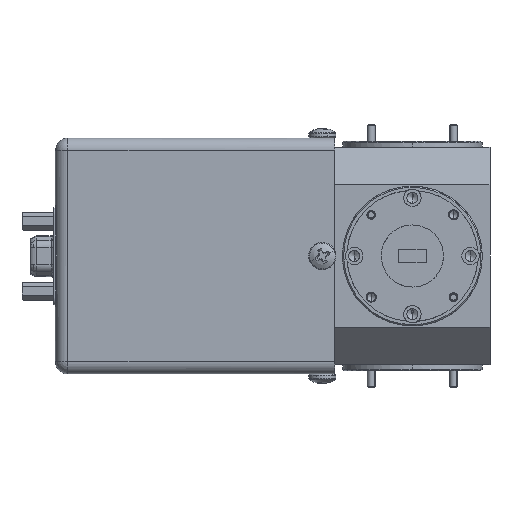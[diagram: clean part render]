
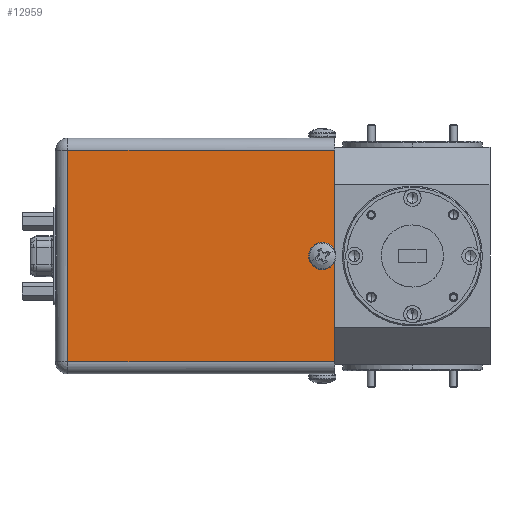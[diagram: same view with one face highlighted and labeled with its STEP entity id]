
A CAD part, left-side view. The second image highlights one B-rep face of the part: STEP entity #12959.
In plain terms, the highlighted planar face has unit normal (-1, 0, 0).
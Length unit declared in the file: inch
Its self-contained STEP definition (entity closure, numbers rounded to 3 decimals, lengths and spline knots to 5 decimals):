
#653 = CARTESIAN_POINT ( 'NONE',  ( -0.95, 1.29397, 0.07784 ) ) ;
#916 = ORIENTED_EDGE ( 'NONE', *, *, #14084, .F. ) ;
#994 = VERTEX_POINT ( 'NONE', #41377 ) ;
#1161 = EDGE_CURVE ( 'NONE', #6335, #6261, #44751, .T. ) ;
#2751 = CARTESIAN_POINT ( 'NONE',  ( -0.95, 1.29952, -0.08155 ) ) ;
#2901 = EDGE_CURVE ( 'NONE', #44050, #6335, #9549, .T. ) ;
#3044 = CARTESIAN_POINT ( 'NONE',  ( -0.95, 1.37198, -0.09336 ) ) ;
#3933 = VERTEX_POINT ( 'NONE', #32858 ) ;
#5121 = CARTESIAN_POINT ( 'NONE',  ( -0.95, 3.4, 0.85 ) ) ;
#5652 = CARTESIAN_POINT ( 'NONE',  ( -0.95, 1.26332, 0.03913 ) ) ;
#6261 = VERTEX_POINT ( 'NONE', #5121 ) ;
#6335 = VERTEX_POINT ( 'NONE', #16068 ) ;
#7133 = CARTESIAN_POINT ( 'NONE',  ( -0.95, 1.32222, -0.0918 ) ) ;
#7443 = CARTESIAN_POINT ( 'NONE',  ( -0.95, 1.26544, -0.04526 ) ) ;
#9549 = B_SPLINE_CURVE_WITH_KNOTS ( 'NONE', 3,
 ( #18742, #53068, #14055, #48066 ),
 .UNSPECIFIED., .F., .F.,
 ( 4, 4 ),
 ( 0., 1. ),
 .UNSPECIFIED. ) ;
#9675 = AXIS2_PLACEMENT_3D ( 'NONE', #24273, #43325, #10899 ) ;
#10379 = CARTESIAN_POINT ( 'NONE',  ( -0.95, 1.42784, 0.05603 ) ) ;
#10899 = DIRECTION ( 'NONE',  ( 0., 0., -1. ) ) ;
#12777 = CARTESIAN_POINT ( 'NONE',  ( -0.95, 1.2582, 0.02778 ) ) ;
#12959 = ADVANCED_FACE ( 'NONE', ( #28956, #29571 ), #14954, .F. ) ;
#14055 = CARTESIAN_POINT ( 'NONE',  ( -0.95, 2.68333, -0.85 ) ) ;
#14084 = EDGE_CURVE ( 'NONE', #6261, #46528, #53986, .T. ) ;
#14595 = CARTESIAN_POINT ( 'NONE',  ( -0.95, 2.68333, 0.85 ) ) ;
#14954 = PLANE ( 'NONE',  #9675 ) ;
#16068 = CARTESIAN_POINT ( 'NONE',  ( -0.95, 3.4, -0.85 ) ) ;
#16676 = EDGE_CURVE ( 'NONE', #46528, #44050, #32704, .T. ) ;
#17447 = CARTESIAN_POINT ( 'NONE',  ( -0.95, 1.27216, -0.05603 ) ) ;
#17750 = CARTESIAN_POINT ( 'NONE',  ( -0.95, 1.25456, -0.00946 ) ) ;
#18247 = CARTESIAN_POINT ( 'NONE',  ( -0.95, 3.4, -0.28333 ) ) ;
#18742 = CARTESIAN_POINT ( 'NONE',  ( -0.95, 1.25, -0.85 ) ) ;
#19265 = CARTESIAN_POINT ( 'NONE',  ( -0.95, 3.4, 0.85 ) ) ;
#19729 = CARTESIAN_POINT ( 'NONE',  ( -0.95, 1.36542, 0.09466 ) ) ;
#20661 = CARTESIAN_POINT ( 'NONE',  ( -0.95, 1.4108, 0.07418 ) ) ;
#21492 = CARTESIAN_POINT ( 'NONE',  ( -0.95, 1.39526, -0.08456 ) ) ;
#22091 = CARTESIAN_POINT ( 'NONE',  ( -0.95, 1.35946, -0.09544 ) ) ;
#22394 = CARTESIAN_POINT ( 'NONE',  ( -0.95, 1.25534, 0.01542 ) ) ;
#24273 = CARTESIAN_POINT ( 'NONE',  ( -0.95, 3.5, -0.95 ) ) ;
#24681 = CARTESIAN_POINT ( 'NONE',  ( -0.95, 1.32802, 0.09336 ) ) ;
#25570 = ORIENTED_EDGE ( 'NONE', *, *, #16676, .F. ) ;
#26139 = CARTESIAN_POINT ( 'NONE',  ( -0.95, 1.2892, -0.07418 ) ) ;
#26441 = CARTESIAN_POINT ( 'NONE',  ( -0.95, 1.40603, -0.07784 ) ) ;
#27938 = CARTESIAN_POINT ( 'NONE',  ( -0.95, 1.25, 0.85 ) ) ;
#28956 = FACE_OUTER_BOUND ( 'NONE', #49157, .T. ) ;
#29365 = CARTESIAN_POINT ( 'NONE',  ( -0.95, 1.43456, 0.04526 ) ) ;
#29571 = FACE_BOUND ( 'NONE', #60757, .T. ) ;
#29673 = CARTESIAN_POINT ( 'NONE',  ( -0.95, 1.4418, -0.02778 ) ) ;
#31767 = CARTESIAN_POINT ( 'NONE',  ( -0.95, 1.33458, -0.09466 ) ) ;
#32271 = CARTESIAN_POINT ( 'NONE',  ( -0.95, 3.4, 0.28333 ) ) ;
#32704 = B_SPLINE_CURVE_WITH_KNOTS ( 'NONE', 3,
 ( #27938, #47023, #46390, #51712 ),
 .UNSPECIFIED., .F., .F.,
 ( 4, 4 ),
 ( 0., 1. ),
 .UNSPECIFIED. ) ;
#32858 = CARTESIAN_POINT ( 'NONE',  ( -0.95, 1.43668, -0.03913 ) ) ;
#34066 = CARTESIAN_POINT ( 'NONE',  ( -0.95, 1.37778, 0.0918 ) ) ;
#34380 = CARTESIAN_POINT ( 'NONE',  ( -0.95, 1.44544, 0.00946 ) ) ;
#35010 = ORIENTED_EDGE ( 'NONE', *, *, #1161, .F. ) ;
#40141 = ORIENTED_EDGE ( 'NONE', *, *, #2901, .F. ) ;
#41377 = CARTESIAN_POINT ( 'NONE',  ( -0.95, 1.26332, 0.03913 ) ) ;
#42818 = B_SPLINE_CURVE_WITH_KNOTS ( 'NONE', 3,
 ( #50235, #45838, #49934, #26441, #21492, #3044, #22091, #31767, #7133, #2751, #26139, #17447, #7443, #55535, #17750, #22394, #12777, #50844 ),
 .UNSPECIFIED., .F., .F.,
 ( 4, 2, 2, 2, 2, 2, 2, 2, 4 ),
 ( 0., 0.125, 0.25, 0.375, 0.5, 0.625, 0.75, 0.875, 1. ),
 .UNSPECIFIED. ) ;
#43325 = DIRECTION ( 'NONE',  ( 1., 0., 0. ) ) ;
#43731 = CARTESIAN_POINT ( 'NONE',  ( -0.95, 1.44336, 0.02198 ) ) ;
#44050 = VERTEX_POINT ( 'NONE', #58415 ) ;
#44751 = B_SPLINE_CURVE_WITH_KNOTS ( 'NONE', 3,
 ( #47283, #18247, #32271, #51660 ),
 .UNSPECIFIED., .F., .F.,
 ( 4, 4 ),
 ( 0., 1. ),
 .UNSPECIFIED. ) ;
#45007 = CARTESIAN_POINT ( 'NONE',  ( -0.95, 1.25, 0.85 ) ) ;
#45838 = CARTESIAN_POINT ( 'NONE',  ( -0.95, 1.43155, -0.05048 ) ) ;
#46390 = CARTESIAN_POINT ( 'NONE',  ( -0.95, 1.25, -0.28333 ) ) ;
#46528 = VERTEX_POINT ( 'NONE', #45007 ) ;
#47023 = CARTESIAN_POINT ( 'NONE',  ( -0.95, 1.25, 0.28333 ) ) ;
#47283 = CARTESIAN_POINT ( 'NONE',  ( -0.95, 3.4, -0.85 ) ) ;
#47981 = CARTESIAN_POINT ( 'NONE',  ( -0.95, 1.96667, 0.85 ) ) ;
#48066 = CARTESIAN_POINT ( 'NONE',  ( -0.95, 3.4, -0.85 ) ) ;
#48768 = CARTESIAN_POINT ( 'NONE',  ( -0.95, 1.43668, -0.03913 ) ) ;
#49157 = EDGE_LOOP ( 'NONE', ( #25570, #916, #35010, #40141 ) ) ;
#49391 = CARTESIAN_POINT ( 'NONE',  ( -0.95, 1.26845, 0.05048 ) ) ;
#49548 = ORIENTED_EDGE ( 'NONE', *, *, #50093, .F. ) ;
#49934 = CARTESIAN_POINT ( 'NONE',  ( -0.95, 1.42418, -0.0608 ) ) ;
#50093 = EDGE_CURVE ( 'NONE', #994, #3933, #54421, .T. ) ;
#50235 = CARTESIAN_POINT ( 'NONE',  ( -0.95, 1.43668, -0.03913 ) ) ;
#50844 = CARTESIAN_POINT ( 'NONE',  ( -0.95, 1.26332, 0.03913 ) ) ;
#51660 = CARTESIAN_POINT ( 'NONE',  ( -0.95, 3.4, 0.85 ) ) ;
#51712 = CARTESIAN_POINT ( 'NONE',  ( -0.95, 1.25, -0.85 ) ) ;
#52053 = EDGE_CURVE ( 'NONE', #3933, #994, #42818, .T. ) ;
#52829 = CARTESIAN_POINT ( 'NONE',  ( -0.95, 1.34054, 0.09544 ) ) ;
#53068 = CARTESIAN_POINT ( 'NONE',  ( -0.95, 1.96667, -0.85 ) ) ;
#53140 = CARTESIAN_POINT ( 'NONE',  ( -0.95, 1.40048, 0.08155 ) ) ;
#53447 = CARTESIAN_POINT ( 'NONE',  ( -0.95, 1.44466, -0.01542 ) ) ;
#53986 = B_SPLINE_CURVE_WITH_KNOTS ( 'NONE', 3,
 ( #19265, #14595, #47981, #54508 ),
 .UNSPECIFIED., .F., .F.,
 ( 4, 4 ),
 ( 0., 1. ),
 .UNSPECIFIED. ) ;
#54054 = CARTESIAN_POINT ( 'NONE',  ( -0.95, 1.30474, 0.08456 ) ) ;
#54421 = B_SPLINE_CURVE_WITH_KNOTS ( 'NONE', 3,
 ( #5652, #49391, #57507, #653, #54054, #24681, #52829, #19729, #34066, #53140, #20661, #10379, #29365, #43731, #34380, #53447, #29673, #48768 ),
 .UNSPECIFIED., .F., .F.,
 ( 4, 2, 2, 2, 2, 2, 2, 2, 4 ),
 ( 0., 0.125, 0.25, 0.375, 0.5, 0.625, 0.75, 0.875, 1. ),
 .UNSPECIFIED. ) ;
#54508 = CARTESIAN_POINT ( 'NONE',  ( -0.95, 1.25, 0.85 ) ) ;
#55535 = CARTESIAN_POINT ( 'NONE',  ( -0.95, 1.25664, -0.02198 ) ) ;
#57507 = CARTESIAN_POINT ( 'NONE',  ( -0.95, 1.27582, 0.0608 ) ) ;
#58415 = CARTESIAN_POINT ( 'NONE',  ( -0.95, 1.25, -0.85 ) ) ;
#60472 = ORIENTED_EDGE ( 'NONE', *, *, #52053, .F. ) ;
#60757 = EDGE_LOOP ( 'NONE', ( #60472, #49548 ) ) ;
